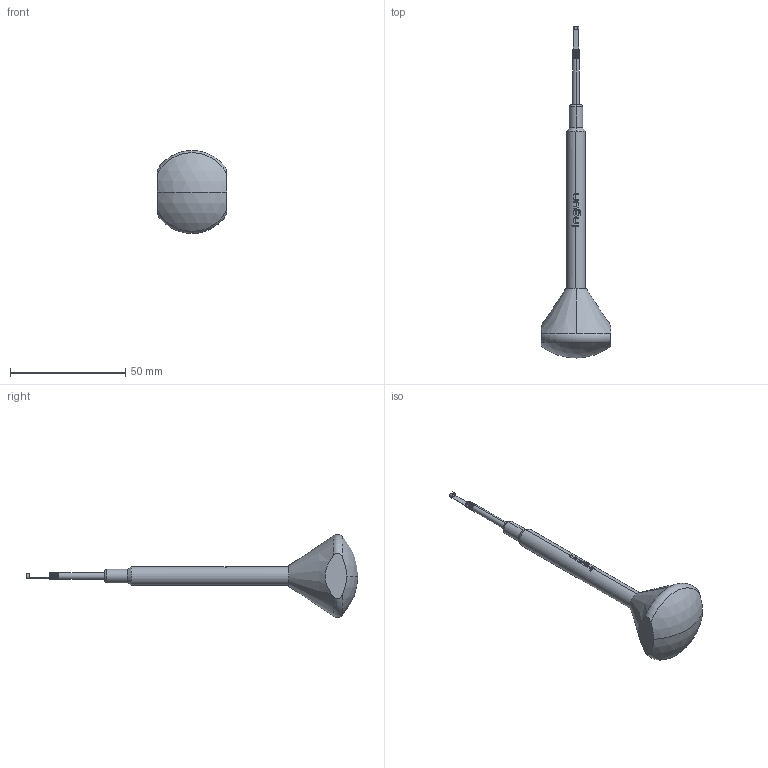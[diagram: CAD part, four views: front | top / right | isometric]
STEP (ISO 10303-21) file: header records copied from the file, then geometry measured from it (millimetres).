
FILE_DESCRIPTION (( 'STEP AP203' ), '1' );
FILE_NAME ('INGUN_ZW-GKS-912.STEP', '2022-03-14T09:25:16', ( 'ochi' ), ( '' ), 'SwSTEP 2.0', 'SolidWorks 2018', '' );
FILE_SCHEMA (( 'CONFIG_CONTROL_DESIGN' ));
Length unit declared in the file: millimetre
Products named in the file (1): INGUN_ZW-GKS-912
Bounding box: 30 x 144 x 36 mm (x, y, z)
Volume: 18850.5 mm3; surface area: 5361.6 mm2
Topology: 1 solids, 1 shells, 197 faces, 567 edges, 375 vertices
Faces by surface type: plane 106, bspline 60, cylinder 18, cone 8, torus 3, sphere 2
Entity records: 8613 total; most frequent: CARTESIAN_POINT 3993, ORIENTED_EDGE 1134, DIRECTION 671, EDGE_CURVE 567, VERTEX_POINT 375, B_SPLINE_CURVE_WITH_KNOTS 274, AXIS2_PLACEMENT_3D 240, EDGE_LOOP 200
